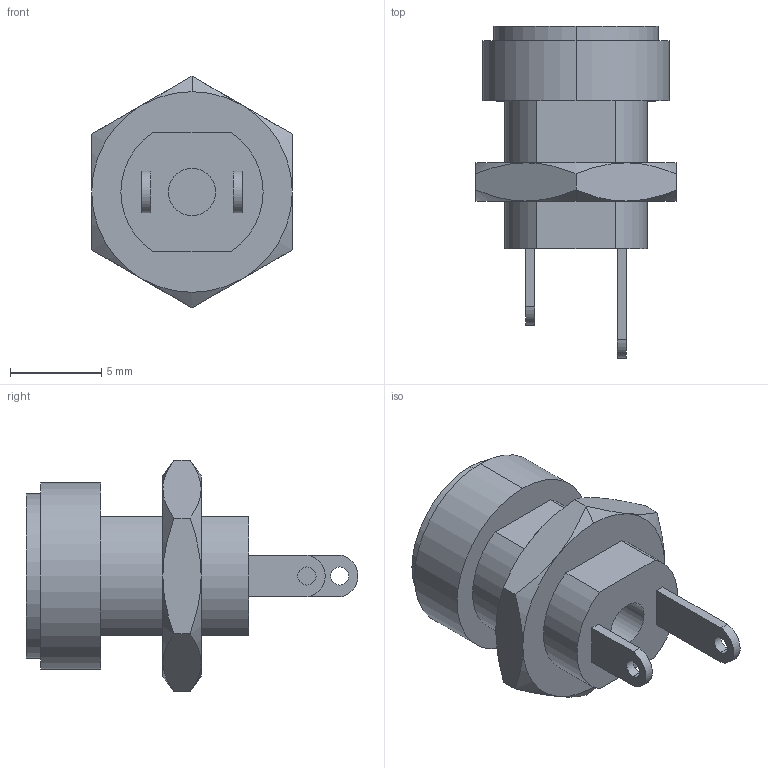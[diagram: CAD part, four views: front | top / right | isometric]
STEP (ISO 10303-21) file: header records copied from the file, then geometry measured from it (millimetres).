
FILE_DESCRIPTION (( 'STEP AP203' ), '1' );
FILE_NAME ('DJ Jack 2,1mm panel mount.STEP', '2015-05-05T11:41:42', ( '' ), ( '' ), 'SwSTEP 2.0', 'SolidWorks 2014', '' );
FILE_SCHEMA (( 'CONFIG_CONTROL_DESIGN' ));
Length unit declared in the file: millimetre
Products named in the file (1): DJ Jack 2,1mm panel mount
Bounding box: 11 x 18.2 x 12.7 mm (x, y, z)
Volume: 634.4 mm3; surface area: 850.5 mm2
Topology: 1 solids, 1 shells, 64 faces, 146 edges, 91 vertices
Faces by surface type: plane 26, cylinder 20, cone 16, sphere 2
Entity records: 1945 total; most frequent: CARTESIAN_POINT 420, DIRECTION 310, ORIENTED_EDGE 288, EDGE_CURVE 144, AXIS2_PLACEMENT_3D 125, VERTEX_POINT 91, EDGE_LOOP 77, FACE_OUTER_BOUND 64
